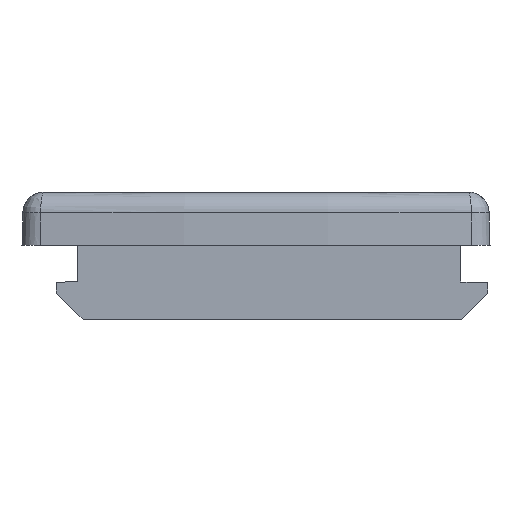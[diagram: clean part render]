
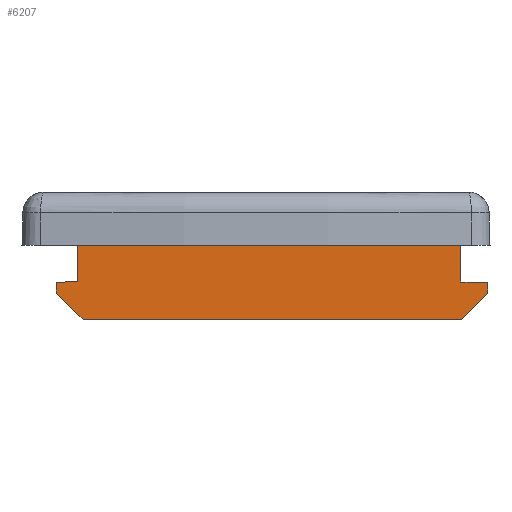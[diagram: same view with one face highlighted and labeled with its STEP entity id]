
A CAD part, front view. The second image highlights one B-rep face of the part: STEP entity #6207.
In plain terms, the highlighted planar face has unit normal (0, -1, 0).
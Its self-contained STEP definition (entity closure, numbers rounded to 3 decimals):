
#6139=AXIS2_PLACEMENT_3D('Plane Axis2P3D',#6136,#6137,#6138) ;
#50=CARTESIAN_POINT('Vertex',(41.341,14.987,0.)) ;
#53=CARTESIAN_POINT('Line Origine',(23.539,14.987,0.)) ;
#57=CARTESIAN_POINT('Vertex',(5.737,14.987,0.)) ;
#6117=CARTESIAN_POINT('Line Origine',(42.547,14.987,1.25)) ;
#6121=CARTESIAN_POINT('Vertex',(43.754,14.987,2.5)) ;
#6136=CARTESIAN_POINT('Axis2P3D Location',(43.974,14.987,7.)) ;
#6141=CARTESIAN_POINT('Line Origine',(43.746,14.987,3.006)) ;
#6145=CARTESIAN_POINT('Vertex',(43.737,14.987,3.513)) ;
#6148=CARTESIAN_POINT('Line Origine',(42.487,14.987,3.535)) ;
#6152=CARTESIAN_POINT('Vertex',(41.237,14.987,3.556)) ;
#6155=CARTESIAN_POINT('Line Origine',(41.237,14.987,5.278)) ;
#6159=CARTESIAN_POINT('Vertex',(41.237,14.987,7.)) ;
#6162=CARTESIAN_POINT('Line Origine',(23.237,14.987,7.)) ;
#6166=CARTESIAN_POINT('Vertex',(5.237,14.987,7.)) ;
#6169=CARTESIAN_POINT('Line Origine',(5.237,14.987,5.3)) ;
#6173=CARTESIAN_POINT('Vertex',(5.237,14.987,3.6)) ;
#6176=CARTESIAN_POINT('Line Origine',(4.237,14.987,3.565)) ;
#6180=CARTESIAN_POINT('Vertex',(3.237,14.987,3.53)) ;
#6183=CARTESIAN_POINT('Line Origine',(3.237,14.987,3.015)) ;
#6187=CARTESIAN_POINT('Vertex',(3.237,14.987,2.5)) ;
#6190=CARTESIAN_POINT('Line Origine',(4.487,14.987,1.25)) ;
#54=DIRECTION('Vector Direction',(-1.,0.,0.)) ;
#6118=DIRECTION('Vector Direction',(0.695,0.,0.719)) ;
#6137=DIRECTION('Axis2P3D Direction',(0.,-1.,0.)) ;
#6138=DIRECTION('Axis2P3D XDirection',(1.,0.,0.)) ;
#6142=DIRECTION('Vector Direction',(0.017,0.,-1.)) ;
#6149=DIRECTION('Vector Direction',(-1.,0.,0.017)) ;
#6156=DIRECTION('Vector Direction',(0.,0.,-1.)) ;
#6163=DIRECTION('Vector Direction',(-1.,0.,0.)) ;
#6170=DIRECTION('Vector Direction',(0.,0.,-1.)) ;
#6177=DIRECTION('Vector Direction',(0.999,0.,0.035)) ;
#6184=DIRECTION('Vector Direction',(0.,0.,1.)) ;
#6191=DIRECTION('Vector Direction',(0.707,0.,-0.707)) ;
#55=VECTOR('Line Direction',#54,1.) ;
#6119=VECTOR('Line Direction',#6118,1.) ;
#6143=VECTOR('Line Direction',#6142,1.) ;
#6150=VECTOR('Line Direction',#6149,1.) ;
#6157=VECTOR('Line Direction',#6156,1.) ;
#6164=VECTOR('Line Direction',#6163,1.) ;
#6171=VECTOR('Line Direction',#6170,1.) ;
#6178=VECTOR('Line Direction',#6177,1.) ;
#6185=VECTOR('Line Direction',#6184,1.) ;
#6192=VECTOR('Line Direction',#6191,1.) ;
#6196=ORIENTED_EDGE('',*,*,#59,.F.) ;
#6197=ORIENTED_EDGE('',*,*,#6123,.T.) ;
#6198=ORIENTED_EDGE('',*,*,#6147,.F.) ;
#6199=ORIENTED_EDGE('',*,*,#6154,.T.) ;
#6200=ORIENTED_EDGE('',*,*,#6161,.F.) ;
#6201=ORIENTED_EDGE('',*,*,#6168,.T.) ;
#6202=ORIENTED_EDGE('',*,*,#6175,.T.) ;
#6203=ORIENTED_EDGE('',*,*,#6182,.F.) ;
#6204=ORIENTED_EDGE('',*,*,#6189,.F.) ;
#6205=ORIENTED_EDGE('',*,*,#6194,.T.) ;
#6207=ADVANCED_FACE('CABTITE EP B 24/42 GY',(#6206),#6140,.T.) ;
#59=EDGE_CURVE('',#51,#58,#56,.T.) ;
#6123=EDGE_CURVE('',#51,#6122,#6120,.T.) ;
#6147=EDGE_CURVE('',#6146,#6122,#6144,.T.) ;
#6154=EDGE_CURVE('',#6146,#6153,#6151,.T.) ;
#6161=EDGE_CURVE('',#6160,#6153,#6158,.T.) ;
#6168=EDGE_CURVE('',#6160,#6167,#6165,.T.) ;
#6175=EDGE_CURVE('',#6167,#6174,#6172,.T.) ;
#6182=EDGE_CURVE('',#6181,#6174,#6179,.T.) ;
#6189=EDGE_CURVE('',#6188,#6181,#6186,.T.) ;
#6194=EDGE_CURVE('',#6188,#58,#6193,.T.) ;
#6195=EDGE_LOOP('',(#6196,#6197,#6198,#6199,#6200,#6201,#6202,#6203,#6204,#6205)) ;
#6206=FACE_OUTER_BOUND('',#6195,.T.) ;
#56=LINE('Line',#53,#55) ;
#6120=LINE('Line',#6117,#6119) ;
#6144=LINE('Line',#6141,#6143) ;
#6151=LINE('Line',#6148,#6150) ;
#6158=LINE('Line',#6155,#6157) ;
#6165=LINE('Line',#6162,#6164) ;
#6172=LINE('Line',#6169,#6171) ;
#6179=LINE('Line',#6176,#6178) ;
#6186=LINE('Line',#6183,#6185) ;
#6193=LINE('Line',#6190,#6192) ;
#6140=PLANE('',#6139) ;
#51=VERTEX_POINT('',#50) ;
#58=VERTEX_POINT('',#57) ;
#6122=VERTEX_POINT('',#6121) ;
#6146=VERTEX_POINT('',#6145) ;
#6153=VERTEX_POINT('',#6152) ;
#6160=VERTEX_POINT('',#6159) ;
#6167=VERTEX_POINT('',#6166) ;
#6174=VERTEX_POINT('',#6173) ;
#6181=VERTEX_POINT('',#6180) ;
#6188=VERTEX_POINT('',#6187) ;
